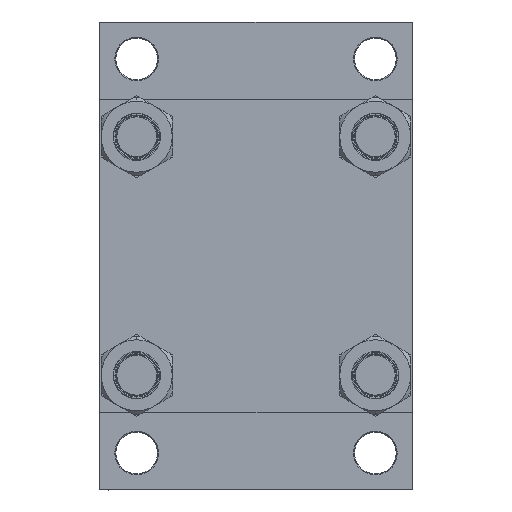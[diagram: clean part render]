
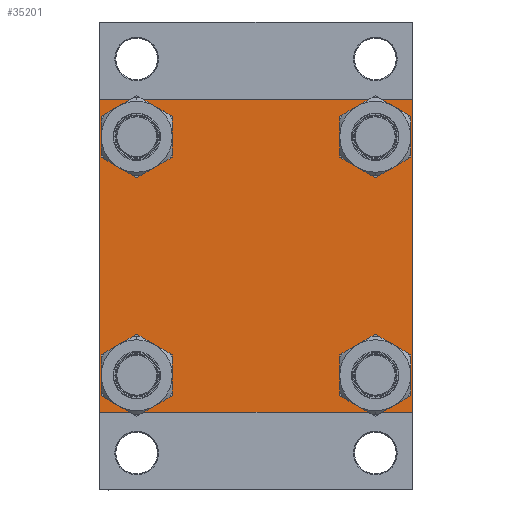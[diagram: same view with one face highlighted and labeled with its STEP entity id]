
A CAD part, left-side view. The second image highlights one B-rep face of the part: STEP entity #35201.
In plain terms, the highlighted planar face has unit normal (-1, 0, 0).
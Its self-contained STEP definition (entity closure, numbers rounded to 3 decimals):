
#50 = EDGE_CURVE ( 'NONE', #10910, #40447, #26735, .T. ) ;
#333 = DIRECTION ( 'NONE',  ( 0., 0., 1. ) ) ;
#498 = CARTESIAN_POINT ( 'NONE',  ( 0., 62.95, 62.95 ) ) ;
#956 = ORIENTED_EDGE ( 'NONE', *, *, #22056, .T. ) ;
#982 = ORIENTED_EDGE ( 'NONE', *, *, #33708, .T. ) ;
#1037 = DIRECTION ( 'NONE',  ( 0., 0., 1. ) ) ;
#1052 = FACE_OUTER_BOUND ( 'NONE', #5304, .T. ) ;
#1055 = LINE ( 'NONE', #8388, #17390 ) ;
#1057 = DIRECTION ( 'NONE',  ( 0., 0., 1. ) ) ;
#1452 = LINE ( 'NONE', #9031, #29452 ) ;
#1950 = ORIENTED_EDGE ( 'NONE', *, *, #30852, .F. ) ;
#2192 = VERTEX_POINT ( 'NONE', #29613 ) ;
#2531 = CARTESIAN_POINT ( 'NONE',  ( 0., 82., -82.5 ) ) ;
#2867 = DIRECTION ( 'NONE',  ( 0., 0., 1. ) ) ;
#3684 = DIRECTION ( 'NONE',  ( 0., 0., 1. ) ) ;
#3719 = CARTESIAN_POINT ( 'NONE',  ( 0., -62.95, 74.45 ) ) ;
#3983 = VERTEX_POINT ( 'NONE', #38189 ) ;
#4257 = CARTESIAN_POINT ( 'NONE',  ( 0., -62.95, -62.95 ) ) ;
#4474 = PLANE ( 'NONE',  #11898 ) ;
#4597 = CIRCLE ( 'NONE', #31895, 11.5 ) ;
#5093 = CIRCLE ( 'NONE', #7420, 11.5 ) ;
#5098 = VECTOR ( 'NONE', #23831, 1000. ) ;
#5109 = EDGE_CURVE ( 'NONE', #29537, #2192, #48194, .T. ) ;
#5304 = EDGE_LOOP ( 'NONE', ( #29808, #20857, #956, #15901, #19869, #45338, #1950, #19597 ) ) ;
#5692 = LINE ( 'NONE', #27164, #18801 ) ;
#6904 = LINE ( 'NONE', #22298, #37877 ) ;
#7420 = AXIS2_PLACEMENT_3D ( 'NONE', #4257, #19182, #30371 ) ;
#8040 = CARTESIAN_POINT ( 'NONE',  ( 0., -62.95, 62.95 ) ) ;
#8198 = CARTESIAN_POINT ( 'NONE',  ( 0., 62.95, -74.45 ) ) ;
#8384 = FACE_BOUND ( 'NONE', #10761, .T. ) ;
#8388 = CARTESIAN_POINT ( 'NONE',  ( 0., -82.5, 82.5 ) ) ;
#8750 = CARTESIAN_POINT ( 'NONE',  ( 0., 62.95, 74.45 ) ) ;
#8844 = LINE ( 'NONE', #27386, #22649 ) ;
#8855 = DIRECTION ( 'NONE',  ( 1., 0., 0. ) ) ;
#9031 = CARTESIAN_POINT ( 'NONE',  ( 0., 82.5, 82.5 ) ) ;
#9756 = DIRECTION ( 'NONE',  ( 0., 0., -1. ) ) ;
#10417 = AXIS2_PLACEMENT_3D ( 'NONE', #8040, #29528, #33437 ) ;
#10647 = VERTEX_POINT ( 'NONE', #23171 ) ;
#10715 = VERTEX_POINT ( 'NONE', #8750 ) ;
#10761 = EDGE_LOOP ( 'NONE', ( #40034, #42487 ) ) ;
#10910 = VERTEX_POINT ( 'NONE', #14350 ) ;
#10918 = DIRECTION ( 'NONE',  ( 1., 0., 0. ) ) ;
#10924 = EDGE_CURVE ( 'NONE', #48255, #37193, #4597, .T. ) ;
#11342 = DIRECTION ( 'NONE',  ( 1., 0., 0. ) ) ;
#11644 = CARTESIAN_POINT ( 'NONE',  ( 0., 62.95, -62.95 ) ) ;
#11898 = AXIS2_PLACEMENT_3D ( 'NONE', #34496, #22806, #333 ) ;
#12065 = FACE_BOUND ( 'NONE', #16046, .T. ) ;
#12088 = EDGE_CURVE ( 'NONE', #10715, #23634, #25683, .T. ) ;
#12138 = DIRECTION ( 'NONE',  ( 1., 0., 0. ) ) ;
#12769 = DIRECTION ( 'NONE',  ( 0., -0.707, -0.707 ) ) ;
#13629 = ORIENTED_EDGE ( 'NONE', *, *, #21757, .T. ) ;
#14350 = CARTESIAN_POINT ( 'NONE',  ( 0., -82., -82.5 ) ) ;
#14656 = EDGE_CURVE ( 'NONE', #3983, #40752, #8844, .T. ) ;
#15901 = ORIENTED_EDGE ( 'NONE', *, *, #50, .T. ) ;
#16046 = EDGE_LOOP ( 'NONE', ( #31123, #982 ) ) ;
#17390 = VECTOR ( 'NONE', #27170, 1000. ) ;
#17757 = DIRECTION ( 'NONE',  ( 0., -1., 0. ) ) ;
#18240 = LINE ( 'NONE', #28926, #20597 ) ;
#18528 = DIRECTION ( 'NONE',  ( 0., 0., 1. ) ) ;
#18801 = VECTOR ( 'NONE', #30595, 1000. ) ;
#19014 = CIRCLE ( 'NONE', #23679, 11.5 ) ;
#19182 = DIRECTION ( 'NONE',  ( 1., 0., 0. ) ) ;
#19597 = ORIENTED_EDGE ( 'NONE', *, *, #25615, .T. ) ;
#19869 = ORIENTED_EDGE ( 'NONE', *, *, #20255, .F. ) ;
#20255 = EDGE_CURVE ( 'NONE', #31133, #40447, #1055, .T. ) ;
#20597 = VECTOR ( 'NONE', #17757, 1000. ) ;
#20857 = ORIENTED_EDGE ( 'NONE', *, *, #14656, .T. ) ;
#21356 = DIRECTION ( 'NONE',  ( 0., 0.707, -0.707 ) ) ;
#21690 = CARTESIAN_POINT ( 'NONE',  ( 0., -62.95, -62.95 ) ) ;
#21704 = CARTESIAN_POINT ( 'NONE',  ( 0., -62.95, 62.95 ) ) ;
#21757 = EDGE_CURVE ( 'NONE', #28533, #31565, #19014, .T. ) ;
#21845 = EDGE_CURVE ( 'NONE', #2192, #29537, #22898, .T. ) ;
#22056 = EDGE_CURVE ( 'NONE', #40752, #10910, #18240, .T. ) ;
#22263 = DIRECTION ( 'NONE',  ( 1., 0., 0. ) ) ;
#22298 = CARTESIAN_POINT ( 'NONE',  ( 0., 82.25, 82.25 ) ) ;
#22649 = VECTOR ( 'NONE', #12769, 1000. ) ;
#22664 = EDGE_CURVE ( 'NONE', #31565, #28533, #29878, .T. ) ;
#22806 = DIRECTION ( 'NONE',  ( -1., 0., 0. ) ) ;
#22881 = DIRECTION ( 'NONE',  ( 0., 0., 1. ) ) ;
#22898 = CIRCLE ( 'NONE', #27548, 11.5 ) ;
#23171 = CARTESIAN_POINT ( 'NONE',  ( 0., 82., 82.5 ) ) ;
#23634 = VERTEX_POINT ( 'NONE', #33926 ) ;
#23679 = AXIS2_PLACEMENT_3D ( 'NONE', #21704, #28984, #18528 ) ;
#23831 = DIRECTION ( 'NONE',  ( 0., -0.707, 0.707 ) ) ;
#25615 = EDGE_CURVE ( 'NONE', #10647, #46415, #6904, .T. ) ;
#25683 = CIRCLE ( 'NONE', #26438, 11.5 ) ;
#26175 = ORIENTED_EDGE ( 'NONE', *, *, #22664, .T. ) ;
#26438 = AXIS2_PLACEMENT_3D ( 'NONE', #44798, #11342, #1057 ) ;
#26440 = CARTESIAN_POINT ( 'NONE',  ( 0., -82., 82.5 ) ) ;
#26735 = LINE ( 'NONE', #42369, #5098 ) ;
#27100 = AXIS2_PLACEMENT_3D ( 'NONE', #42309, #8855, #1037 ) ;
#27164 = CARTESIAN_POINT ( 'NONE',  ( 0., -82.25, 82.25 ) ) ;
#27170 = DIRECTION ( 'NONE',  ( 0., 0., -1. ) ) ;
#27187 = ORIENTED_EDGE ( 'NONE', *, *, #10924, .T. ) ;
#27251 = CARTESIAN_POINT ( 'NONE',  ( 0., -62.95, -51.45 ) ) ;
#27386 = CARTESIAN_POINT ( 'NONE',  ( 0., 82.25, -82.25 ) ) ;
#27548 = AXIS2_PLACEMENT_3D ( 'NONE', #11644, #12138, #22881 ) ;
#28137 = CARTESIAN_POINT ( 'NONE',  ( 0., -82.5, 82. ) ) ;
#28533 = VERTEX_POINT ( 'NONE', #3719 ) ;
#28926 = CARTESIAN_POINT ( 'NONE',  ( 0., 82.5, -82.5 ) ) ;
#28984 = DIRECTION ( 'NONE',  ( 1., 0., 0. ) ) ;
#29452 = VECTOR ( 'NONE', #9756, 1000. ) ;
#29511 = CARTESIAN_POINT ( 'NONE',  ( 0., -62.95, 51.45 ) ) ;
#29528 = DIRECTION ( 'NONE',  ( 1., 0., 0. ) ) ;
#29537 = VERTEX_POINT ( 'NONE', #8198 ) ;
#29613 = CARTESIAN_POINT ( 'NONE',  ( 0., 62.95, -51.45 ) ) ;
#29634 = CARTESIAN_POINT ( 'NONE',  ( 0., 82.5, 82.5 ) ) ;
#29808 = ORIENTED_EDGE ( 'NONE', *, *, #47312, .T. ) ;
#29878 = CIRCLE ( 'NONE', #10417, 11.5 ) ;
#29908 = VERTEX_POINT ( 'NONE', #26440 ) ;
#30371 = DIRECTION ( 'NONE',  ( 0., 0., 1. ) ) ;
#30595 = DIRECTION ( 'NONE',  ( 0., 0.707, 0.707 ) ) ;
#30596 = FACE_BOUND ( 'NONE', #45150, .T. ) ;
#30852 = EDGE_CURVE ( 'NONE', #10647, #29908, #40658, .T. ) ;
#31011 = EDGE_CURVE ( 'NONE', #31133, #29908, #5692, .T. ) ;
#31123 = ORIENTED_EDGE ( 'NONE', *, *, #12088, .T. ) ;
#31128 = ORIENTED_EDGE ( 'NONE', *, *, #44290, .T. ) ;
#31133 = VERTEX_POINT ( 'NONE', #28137 ) ;
#31565 = VERTEX_POINT ( 'NONE', #29511 ) ;
#31846 = EDGE_LOOP ( 'NONE', ( #27187, #31128 ) ) ;
#31895 = AXIS2_PLACEMENT_3D ( 'NONE', #21690, #10918, #2867 ) ;
#33437 = DIRECTION ( 'NONE',  ( 0., 0., 1. ) ) ;
#33540 = FACE_BOUND ( 'NONE', #31846, .T. ) ;
#33698 = AXIS2_PLACEMENT_3D ( 'NONE', #498, #22263, #3684 ) ;
#33708 = EDGE_CURVE ( 'NONE', #23634, #10715, #46180, .T. ) ;
#33926 = CARTESIAN_POINT ( 'NONE',  ( 0., 62.95, 51.45 ) ) ;
#34496 = CARTESIAN_POINT ( 'NONE',  ( 0., 0., 0. ) ) ;
#35201 = ADVANCED_FACE ( 'NONE', ( #30596, #33540, #8384, #12065, #1052 ), #4474, .T. ) ;
#35945 = VECTOR ( 'NONE', #48222, 1000. ) ;
#37193 = VERTEX_POINT ( 'NONE', #41863 ) ;
#37877 = VECTOR ( 'NONE', #21356, 1000. ) ;
#38189 = CARTESIAN_POINT ( 'NONE',  ( 0., 82.5, -82. ) ) ;
#40034 = ORIENTED_EDGE ( 'NONE', *, *, #21845, .T. ) ;
#40447 = VERTEX_POINT ( 'NONE', #46388 ) ;
#40658 = LINE ( 'NONE', #29634, #35945 ) ;
#40752 = VERTEX_POINT ( 'NONE', #2531 ) ;
#41863 = CARTESIAN_POINT ( 'NONE',  ( 0., -62.95, -74.45 ) ) ;
#42186 = CARTESIAN_POINT ( 'NONE',  ( 0., 82.5, 82. ) ) ;
#42309 = CARTESIAN_POINT ( 'NONE',  ( 0., 62.95, -62.95 ) ) ;
#42369 = CARTESIAN_POINT ( 'NONE',  ( 0., -82.25, -82.25 ) ) ;
#42487 = ORIENTED_EDGE ( 'NONE', *, *, #5109, .T. ) ;
#44290 = EDGE_CURVE ( 'NONE', #37193, #48255, #5093, .T. ) ;
#44798 = CARTESIAN_POINT ( 'NONE',  ( 0., 62.95, 62.95 ) ) ;
#45150 = EDGE_LOOP ( 'NONE', ( #13629, #26175 ) ) ;
#45338 = ORIENTED_EDGE ( 'NONE', *, *, #31011, .T. ) ;
#46180 = CIRCLE ( 'NONE', #33698, 11.5 ) ;
#46388 = CARTESIAN_POINT ( 'NONE',  ( 0., -82.5, -82. ) ) ;
#46415 = VERTEX_POINT ( 'NONE', #42186 ) ;
#47312 = EDGE_CURVE ( 'NONE', #46415, #3983, #1452, .T. ) ;
#48194 = CIRCLE ( 'NONE', #27100, 11.5 ) ;
#48222 = DIRECTION ( 'NONE',  ( 0., -1., 0. ) ) ;
#48255 = VERTEX_POINT ( 'NONE', #27251 ) ;
